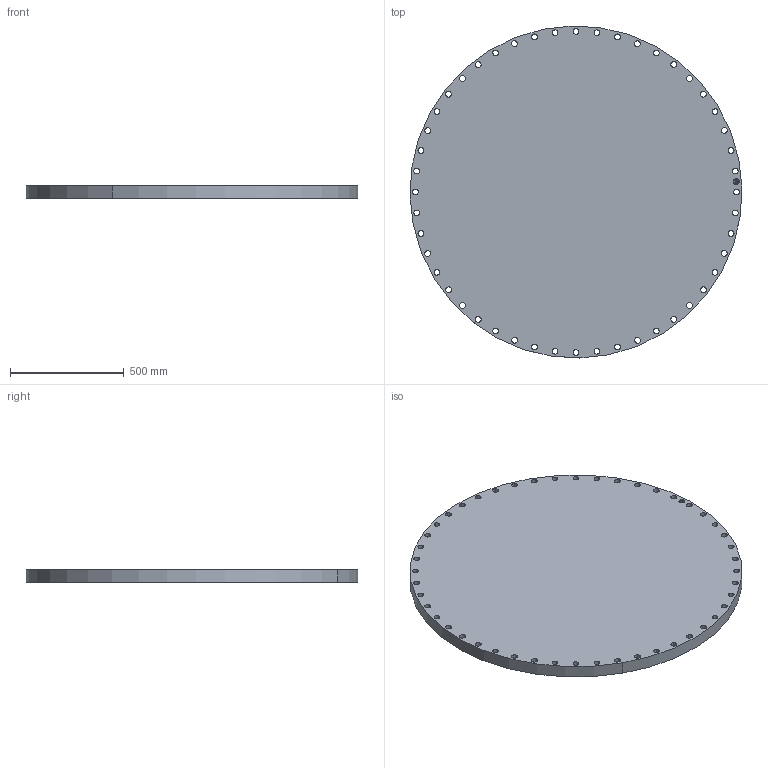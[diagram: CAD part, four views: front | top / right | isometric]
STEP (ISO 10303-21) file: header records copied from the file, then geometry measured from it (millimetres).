
FILE_DESCRIPTION(('3D STEP'),'2;1');
FILE_NAME('52-075-BLIND-FF-B-FLANGE.stp','2013-03-25T06:05:04+00:00',('Texas Flange'),(''),'CATIA Version 5 Release 20 SP 6 (IN-10)','CATIA V5 STEP AP214','800-826-3801');
FILE_SCHEMA(('AUTOMOTIVE_DESIGN { 1 0 10303 214 1 1 1 1 }'));
Length unit declared in the file: inch
Products named in the file (1): 52-075-BLIND-FF-B-FLANGE
Bounding box: 1457.05 x 1457.05 x 55.63 mm (x, y, z)
Volume: 91448751.9 mm3; surface area: 3755866.6 mm2
Topology: 1 solids, 1 shells, 485 faces, 1398 edges, 932 vertices
Faces by surface type: plane 367, cylinder 118
Entity records: 18006 total; most frequent: ORIENTED_EDGE 2796, CARTESIAN_POINT 2733, DIRECTION 2202, EDGE_CURVE 1398, VECTOR 1162, LINE 1162, VERTEX_POINT 932, AXIS2_PLACEMENT_3D 639
